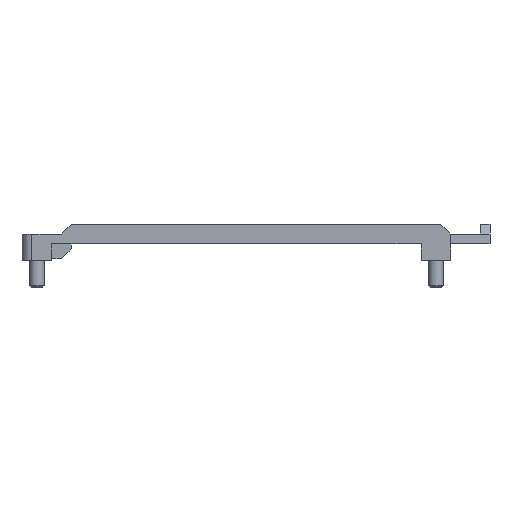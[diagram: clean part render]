
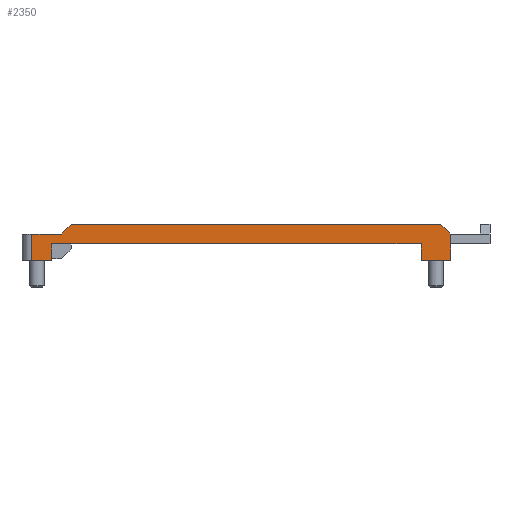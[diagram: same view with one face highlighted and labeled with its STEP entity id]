
A CAD part, front view. The second image highlights one B-rep face of the part: STEP entity #2350.
In plain terms, the highlighted planar face has unit normal (0, -1, 0).
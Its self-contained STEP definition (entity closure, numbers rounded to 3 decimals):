
#45=DIRECTION('',(0.,0.,1.));
#46=VECTOR('',#45,1.65);
#47=CARTESIAN_POINT('',(-20.75,-18.1,-1.65));
#48=LINE('',#47,#46);
#65=DIRECTION('',(1.,0.,0.));
#66=VECTOR('',#65,37.5);
#67=CARTESIAN_POINT('',(-20.75,-18.1,0.));
#68=LINE('',#67,#66);
#355=DIRECTION('',(1.,0.,0.));
#356=VECTOR('',#355,37.5);
#357=CARTESIAN_POINT('',(-18.75,-18.1,2.));
#358=LINE('',#357,#356);
#359=DIRECTION('',(0.707,0.,-0.707));
#360=VECTOR('',#359,1.414);
#361=CARTESIAN_POINT('',(18.75,-18.1,2.));
#362=LINE('',#361,#360);
#363=DIRECTION('',(-1.,0.,0.));
#364=VECTOR('',#363,3.);
#365=CARTESIAN_POINT('',(19.75,-18.1,-1.65));
#366=LINE('',#365,#364);
#367=DIRECTION('',(0.,0.,1.));
#368=VECTOR('',#367,1.65);
#369=CARTESIAN_POINT('',(16.75,-18.1,-1.65));
#370=LINE('',#369,#368);
#371=DIRECTION('',(-1.,0.,0.));
#372=VECTOR('',#371,2.);
#373=CARTESIAN_POINT('',(-20.75,-18.1,-1.65));
#374=LINE('',#373,#372);
#375=DIRECTION('',(0.707,0.,0.707));
#376=VECTOR('',#375,1.414);
#377=CARTESIAN_POINT('',(-19.75,-18.1,1.));
#378=LINE('',#377,#376);
#515=DIRECTION('',(-1.,0.,0.));
#516=VECTOR('',#515,3.);
#517=CARTESIAN_POINT('',(-19.75,-18.1,1.));
#518=LINE('',#517,#516);
#759=DIRECTION('',(0.,0.,-1.));
#760=VECTOR('',#759,2.65);
#761=CARTESIAN_POINT('',(-22.75,-18.1,1.));
#762=LINE('',#761,#760);
#1239=DIRECTION('',(0.,0.,1.));
#1240=VECTOR('',#1239,1.65);
#1241=CARTESIAN_POINT('',(19.75,-18.1,-1.65));
#1242=LINE('',#1241,#1240);
#1329=DIRECTION('',(0.,0.,1.));
#1330=VECTOR('',#1329,1.);
#1331=CARTESIAN_POINT('',(19.75,-18.1,0.));
#1332=LINE('',#1331,#1330);
#1571=CARTESIAN_POINT('',(-20.75,-18.1,-1.65));
#1572=VERTEX_POINT('',#1571);
#1573=CARTESIAN_POINT('',(-20.75,-18.1,0.));
#1574=VERTEX_POINT('',#1573);
#1577=CARTESIAN_POINT('',(16.75,-18.1,0.));
#1578=VERTEX_POINT('',#1577);
#1583=CARTESIAN_POINT('',(19.75,-18.1,0.));
#1584=VERTEX_POINT('',#1583);
#1741=CARTESIAN_POINT('',(-18.75,-18.1,2.));
#1742=CARTESIAN_POINT('',(18.75,-18.1,2.));
#1743=VERTEX_POINT('',#1741);
#1744=VERTEX_POINT('',#1742);
#1745=CARTESIAN_POINT('',(19.75,-18.1,1.));
#1746=VERTEX_POINT('',#1745);
#1747=CARTESIAN_POINT('',(19.75,-18.1,-1.65));
#1748=VERTEX_POINT('',#1747);
#1749=CARTESIAN_POINT('',(16.75,-18.1,-1.65));
#1750=VERTEX_POINT('',#1749);
#1751=CARTESIAN_POINT('',(-22.75,-18.1,-1.65));
#1752=VERTEX_POINT('',#1751);
#1753=CARTESIAN_POINT('',(-22.75,-18.1,1.));
#1754=VERTEX_POINT('',#1753);
#1755=CARTESIAN_POINT('',(-19.75,-18.1,1.));
#1756=VERTEX_POINT('',#1755);
#2321=CARTESIAN_POINT('',(-23.75,-18.1,2.));
#2322=DIRECTION('',(0.,1.,0.));
#2323=DIRECTION('',(0.,0.,1.));
#2324=AXIS2_PLACEMENT_3D('',#2321,#2322,#2323);
#2325=PLANE('',#2324);
#2327=ORIENTED_EDGE('',*,*,#2326,.T.);
#2329=ORIENTED_EDGE('',*,*,#2328,.T.);
#2331=ORIENTED_EDGE('',*,*,#2330,.F.);
#2333=ORIENTED_EDGE('',*,*,#2332,.F.);
#2335=ORIENTED_EDGE('',*,*,#2334,.T.);
#2337=ORIENTED_EDGE('',*,*,#2336,.T.);
#2338=ORIENTED_EDGE('',*,*,#2101,.F.);
#2339=ORIENTED_EDGE('',*,*,#2082,.F.);
#2341=ORIENTED_EDGE('',*,*,#2340,.T.);
#2343=ORIENTED_EDGE('',*,*,#2342,.F.);
#2345=ORIENTED_EDGE('',*,*,#2344,.F.);
#2347=ORIENTED_EDGE('',*,*,#2346,.T.);
#2348=EDGE_LOOP('',(#2327,#2329,#2331,#2333,#2335,#2337,#2338,#2339,#2341,#2343,
#2345,#2347));
#2349=FACE_OUTER_BOUND('',#2348,.F.);
#2082=EDGE_CURVE('',#1572,#1574,#48,.T.);
#2101=EDGE_CURVE('',#1574,#1578,#68,.T.);
#2326=EDGE_CURVE('',#1743,#1744,#358,.T.);
#2328=EDGE_CURVE('',#1744,#1746,#362,.T.);
#2330=EDGE_CURVE('',#1584,#1746,#1332,.T.);
#2332=EDGE_CURVE('',#1748,#1584,#1242,.T.);
#2334=EDGE_CURVE('',#1748,#1750,#366,.T.);
#2336=EDGE_CURVE('',#1750,#1578,#370,.T.);
#2340=EDGE_CURVE('',#1572,#1752,#374,.T.);
#2342=EDGE_CURVE('',#1754,#1752,#762,.T.);
#2344=EDGE_CURVE('',#1756,#1754,#518,.T.);
#2346=EDGE_CURVE('',#1756,#1743,#378,.T.);
#2350=ADVANCED_FACE('',(#2349),#2325,.F.);
